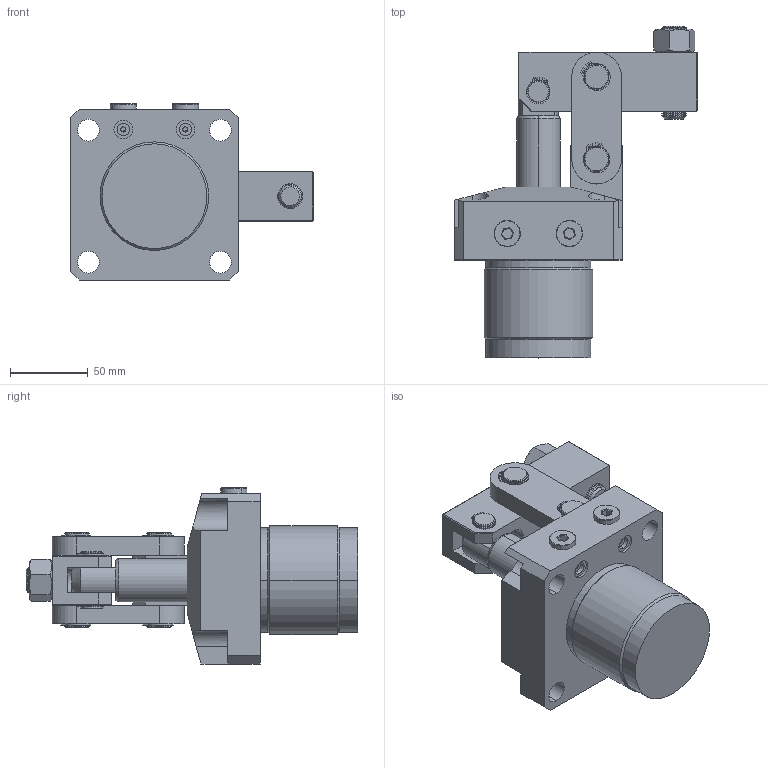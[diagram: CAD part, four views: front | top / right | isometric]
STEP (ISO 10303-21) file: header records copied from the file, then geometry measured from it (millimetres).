
FILE_DESCRIPTION (( 'STEP AP214' ), '1' );
FILE_NAME ('CLW25-R杠杆式油压缸三维图.STEP', '2019-04-12T02:48:48', ( '' ), ( '' ), 'SwSTEP 2.0', 'SolidWorks 2016', '' );
FILE_SCHEMA (( 'AUTOMOTIVE_DESIGN' ));
Length unit declared in the file: millimetre
Products named in the file (12): CLW25-R杠杆式油压缸三维图; circlips for shaft--type a large gb(GB_CONNECTING_PIECE_RING_RRA 13); circlips for shaft--type a large gb(GB_CONNECTING_PIECE_RING_RRA 15); hex nuts, style 1-grades ab gb(GB_FASTENER_NUT_SNAB1 M16-N); hex socket set screws with flat point gb(GB_FASTENER_SCREWS_HSFP M16X60-S); CLW25酗种粣; CLW25傻种粣; CLW25蟀裝; CLW25揤旋; CLW25活塞杆; G4煦1蹟黑; CCLW-25R-BT
Assembly tree (18 placements, depth 2):
  CLW25-R杠杆式油压缸三维图
    CCLW-25R-BT
    G4煦1蹟黑  x2
    CLW25活塞杆
    CLW25揤旋
    CLW25蟀裝  x2
    CLW25傻种粣
    CLW25酗种粣  x2
    hex socket set screws with flat point gb(GB_FASTENER_SCREWS_HSFP M16X60-S)
    hex nuts, style 1-grades ab gb(GB_FASTENER_NUT_SNAB1 M16-N)
    circlips for shaft--type a large gb(GB_CONNECTING_PIECE_RING_RRA 15)  x4
    circlips for shaft--type a large gb(GB_CONNECTING_PIECE_RING_RRA 13)  x2
Bounding box: 156.5 x 213.8 x 113.4 mm (x, y, z)
Volume: 909177.2 mm3; surface area: 152303.7 mm2
Topology: 18 solids, 18 shells, 812 faces, 1839 edges, 1088 vertices
Faces by surface type: cylinder 324, cone 267, plane 205, bspline 8, torus 8
Entity records: 18820 total; most frequent: CARTESIAN_POINT 3873, DIRECTION 3279, ORIENTED_EDGE 2834, EDGE_CURVE 1417, AXIS2_PLACEMENT_3D 1279, VERTEX_POINT 818, LINE 721, VECTOR 721
